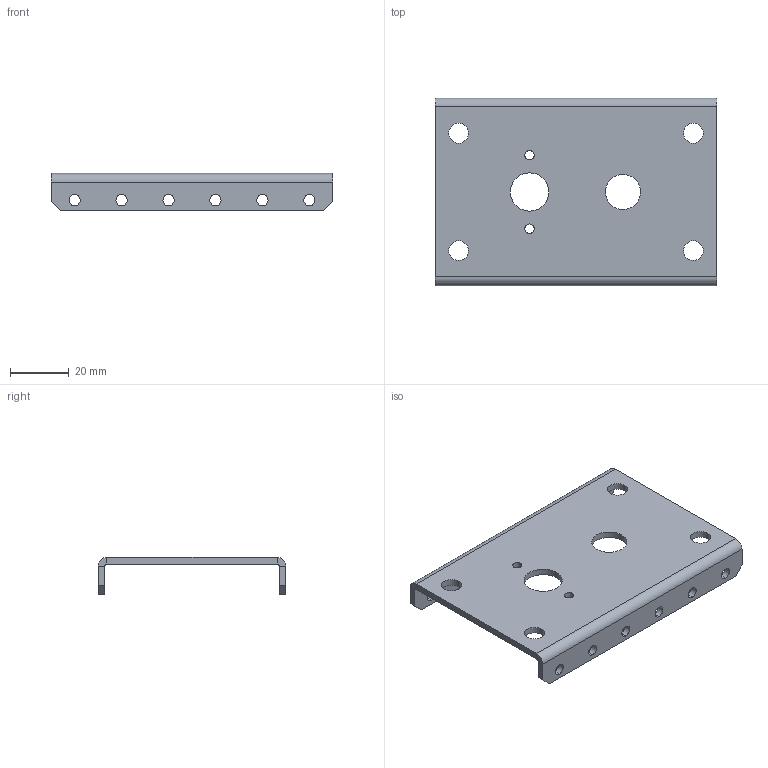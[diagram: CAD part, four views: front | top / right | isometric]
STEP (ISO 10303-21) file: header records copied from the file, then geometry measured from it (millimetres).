
FILE_DESCRIPTION (( 'STEP AP214' ), '1' );
FILE_NAME ('am-3438 PicoBox Turbo Plate.STEP', '2016-09-08T22:27:46', ( '' ), ( '' ), 'SwSTEP 2.0', 'SolidWorks 2014', '' );
FILE_SCHEMA (( 'AUTOMOTIVE_DESIGN' ));
Length unit declared in the file: inch
Products named in the file (1): am-3438 PicoBox Turbo Plate
Bounding box: 96 x 64 x 12.7 mm (x, y, z)
Volume: 16974.8 mm3; surface area: 16401.4 mm2
Topology: 1 solids, 1 shells, 66 faces, 176 edges, 112 vertices
Faces by surface type: cylinder 44, plane 22
Entity records: 2200 total; most frequent: DIRECTION 398, CARTESIAN_POINT 355, ORIENTED_EDGE 352, EDGE_CURVE 176, AXIS2_PLACEMENT_3D 155, VERTEX_POINT 112, EDGE_LOOP 106, VECTOR 88
